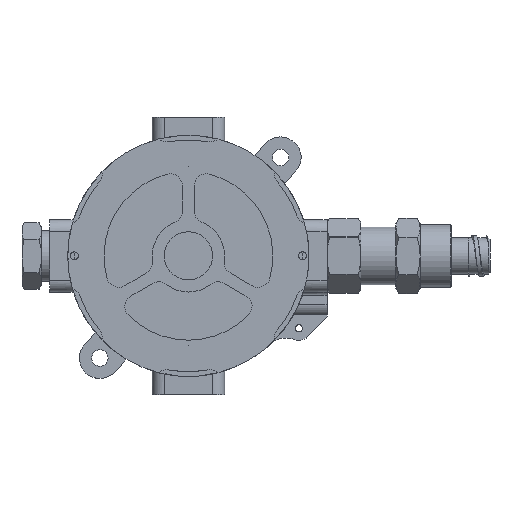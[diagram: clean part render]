
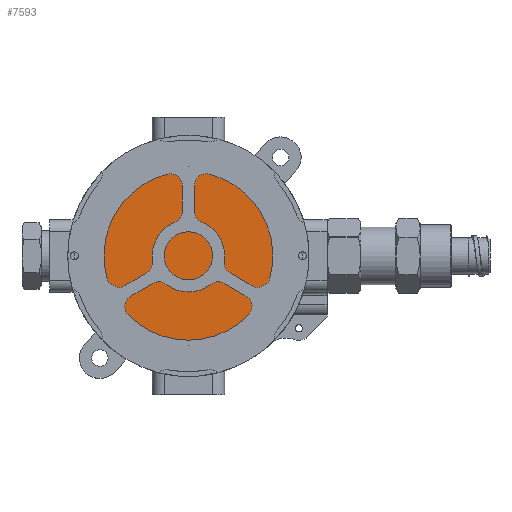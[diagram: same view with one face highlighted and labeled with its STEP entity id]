
A CAD part, top view. The second image highlights one B-rep face of the part: STEP entity #7593.
In plain terms, the highlighted planar face has unit normal (0, 0, 1).
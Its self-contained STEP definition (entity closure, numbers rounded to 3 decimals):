
#7593=ADVANCED_FACE('',(#7614,#7616,#7618),#7620,.T.);
#7614=FACE_BOUND('',#7615,.T.);
#7615=EDGE_LOOP('',(#7646));
#7616=FACE_BOUND('',#7617,.T.);
#7617=EDGE_LOOP('',(#7647));
#7618=FACE_OUTER_BOUND('',#7619,.T.);
#7619=EDGE_LOOP('',(#7648));
#7620=PLANE('',#7621);
#7621=AXIS2_PLACEMENT_3D('',#7622,#7623,#7624);
#7622=CARTESIAN_POINT('',(0.,0.,0.5));
#7623=DIRECTION('',(0.,0.,1.));
#7624=DIRECTION('',(1.,0.,0.));
#7646=ORIENTED_EDGE('',*,*,#7662,.F.);
#7647=ORIENTED_EDGE('',*,*,#7663,.F.);
#7648=ORIENTED_EDGE('',*,*,#7658,.T.);
#7658=EDGE_CURVE('',#7667,#7667,#7669,.T.);
#7662=EDGE_CURVE('',#7675,#7675,#7676,.T.);
#7663=EDGE_CURVE('',#7677,#7677,#7678,.T.);
#7667=VERTEX_POINT('',#7682);
#7669=CIRCLE('',#7686,44.1);
#7675=VERTEX_POINT('',#7704);
#7676=CIRCLE('',#7705,1.5);
#7677=VERTEX_POINT('',#7709);
#7678=CIRCLE('',#7710,1.5);
#7682=CARTESIAN_POINT('',(44.1,0.,0.5));
#7686=AXIS2_PLACEMENT_3D('',#7687,#7688,#7689);
#7687=CARTESIAN_POINT('',(0.,0.,0.5));
#7688=DIRECTION('',(0.,0.,1.));
#7689=DIRECTION('',(1.,0.,0.));
#7704=CARTESIAN_POINT('',(1.5,37.,0.5));
#7705=AXIS2_PLACEMENT_3D('',#7706,#7707,#7708);
#7706=CARTESIAN_POINT('',(0.,37.,0.5));
#7707=DIRECTION('',(0.,0.,1.));
#7708=DIRECTION('',(1.,0.,0.));
#7709=CARTESIAN_POINT('',(1.5,-37.,0.5));
#7710=AXIS2_PLACEMENT_3D('',#7711,#7712,#7713);
#7711=CARTESIAN_POINT('',(0.,-37.,0.5));
#7712=DIRECTION('',(0.,0.,1.));
#7713=DIRECTION('',(1.,0.,0.));
